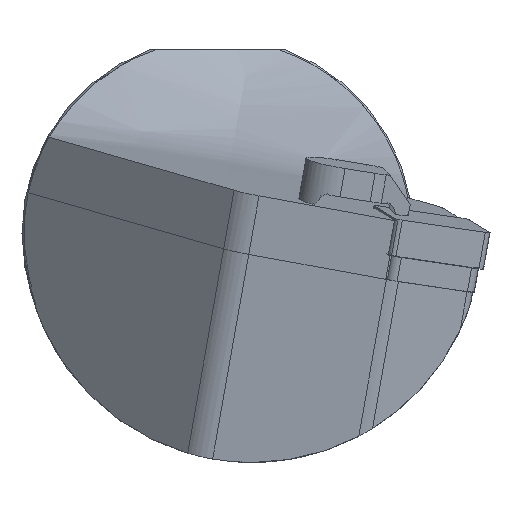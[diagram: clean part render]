
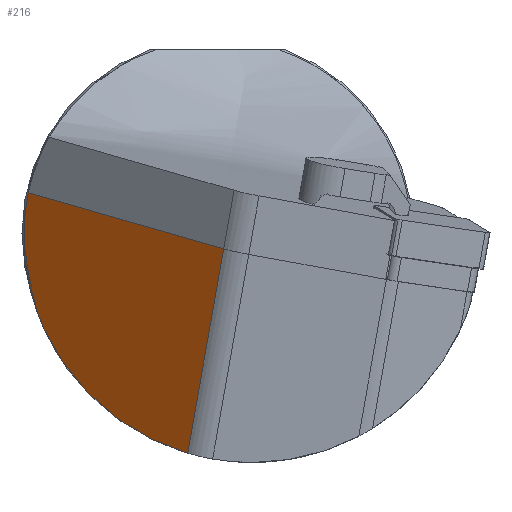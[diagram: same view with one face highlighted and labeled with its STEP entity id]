
A CAD part, left-side view. The second image highlights one B-rep face of the part: STEP entity #216.
In plain terms, the highlighted planar face has unit normal (-0.702, 0.71, 0.05).
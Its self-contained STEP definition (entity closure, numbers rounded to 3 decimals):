
#154=ELLIPSE('',#1345,41.718,29.3);
#155=ELLIPSE('',#1351,35.239,24.75);
#156=ELLIPSE('',#1352,41.718,29.3);
#216=ADVANCED_FACE('',(#323),#282,.T.);
#282=PLANE('',#1353);
#323=FACE_OUTER_BOUND('',#390,.T.);
#390=EDGE_LOOP('',(#537,#538,#539,#540,#541,#542,#543));
#459=B_SPLINE_CURVE_WITH_KNOTS('',3,(#1948,#1949,#1950,#1951),
 .UNSPECIFIED.,.F.,.F.,(4,4),(0.,1.),.UNSPECIFIED.);
#460=B_SPLINE_CURVE_WITH_KNOTS('',3,(#1955,#1956,#1957,#1958),
 .UNSPECIFIED.,.F.,.F.,(4,4),(0.,1.),.UNSPECIFIED.);
#537=ORIENTED_EDGE('',*,*,#1007,.F.);
#538=ORIENTED_EDGE('',*,*,#1008,.T.);
#539=ORIENTED_EDGE('',*,*,#1009,.F.);
#540=ORIENTED_EDGE('',*,*,#1010,.F.);
#541=ORIENTED_EDGE('',*,*,#1011,.F.);
#542=ORIENTED_EDGE('',*,*,#1012,.F.);
#543=ORIENTED_EDGE('',*,*,#998,.F.);
#869=VERTEX_POINT('',#1861);
#876=VERTEX_POINT('',#1922);
#880=VERTEX_POINT('',#1943);
#881=VERTEX_POINT('',#1947);
#882=VERTEX_POINT('',#1952);
#883=VERTEX_POINT('',#1954);
#884=VERTEX_POINT('',#1959);
#998=EDGE_CURVE('',#876,#869,#154,.T.);
#1007=EDGE_CURVE('',#880,#876,#1168,.T.);
#1008=EDGE_CURVE('',#880,#881,#1169,.T.);
#1009=EDGE_CURVE('',#882,#881,#459,.T.);
#1010=EDGE_CURVE('',#883,#882,#155,.T.);
#1011=EDGE_CURVE('',#884,#883,#460,.T.);
#1012=EDGE_CURVE('',#869,#884,#156,.T.);
#1168=LINE('',#1944,#1259);
#1169=LINE('',#1946,#1260);
#1259=VECTOR('',#1519,1.);
#1260=VECTOR('',#1522,1.);
#1345=AXIS2_PLACEMENT_3D('',#1923,#1503,#1504);
#1351=AXIS2_PLACEMENT_3D('',#1953,#1523,#1524);
#1352=AXIS2_PLACEMENT_3D('',#1960,#1525,#1526);
#1353=AXIS2_PLACEMENT_3D('',#1961,#1527,#1528);
#1503=DIRECTION('',(0.702,-0.71,-0.05));
#1504=DIRECTION('',(-0.712,-0.701,-0.05));
#1519=DIRECTION('',(0.105,0.173,-0.979));
#1522=DIRECTION('',(0.704,0.683,0.196));
#1523=DIRECTION('',(0.702,-0.71,-0.05));
#1524=DIRECTION('',(-0.712,-0.701,-0.05));
#1525=DIRECTION('',(0.702,-0.71,-0.05));
#1526=DIRECTION('',(-0.712,-0.701,-0.05));
#1527=DIRECTION('',(-0.702,0.71,0.05));
#1528=DIRECTION('',(-0.711,-0.703,0.));
#1861=CARTESIAN_POINT('',(28.9,23.998,-7.013));
#1922=CARTESIAN_POINT('',(6.988,3.817,-28.11));
#1923=CARTESIAN_POINT('',(0.641,-4.45,0.));
#1943=CARTESIAN_POINT('',(4.198,-0.791,-1.976));
#1944=CARTESIAN_POINT('',(-47.966,-86.974,486.792));
#1946=CARTESIAN_POINT('',(4.198,-0.791,-1.976));
#1947=CARTESIAN_POINT('',(29.989,24.212,5.185));
#1948=CARTESIAN_POINT('',(30.,24.234,5.026));
#1949=CARTESIAN_POINT('',(29.996,24.227,5.079));
#1950=CARTESIAN_POINT('',(29.993,24.22,5.132));
#1951=CARTESIAN_POINT('',(29.989,24.212,5.185));
#1952=CARTESIAN_POINT('',(30.,24.234,5.026));
#1953=CARTESIAN_POINT('',(5.14,0.,0.));
#1954=CARTESIAN_POINT('',(30.,24.701,-1.563));
#1955=CARTESIAN_POINT('',(29.87,24.683,-3.127));
#1956=CARTESIAN_POINT('',(29.921,24.697,-2.608));
#1957=CARTESIAN_POINT('',(29.965,24.703,-2.086));
#1958=CARTESIAN_POINT('',(30.,24.701,-1.563));
#1959=CARTESIAN_POINT('',(29.87,24.683,-3.127));
#1960=CARTESIAN_POINT('',(0.641,-4.45,0.));
#1961=CARTESIAN_POINT('',(-47.966,-86.974,486.792));
